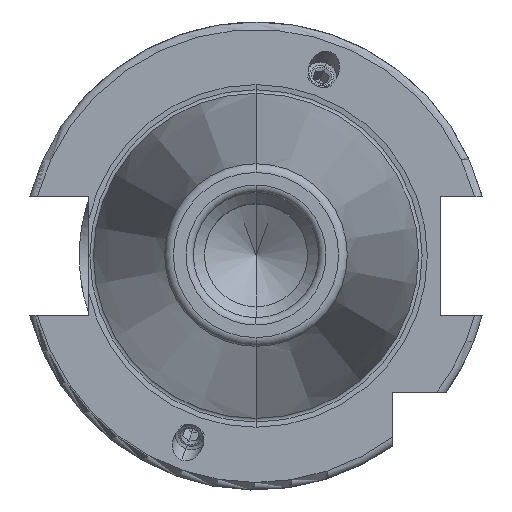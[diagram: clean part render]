
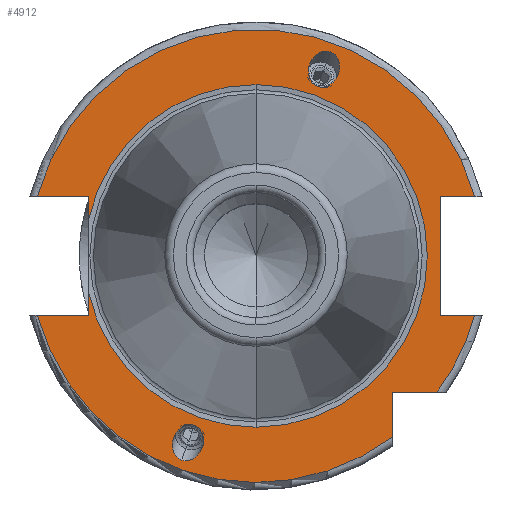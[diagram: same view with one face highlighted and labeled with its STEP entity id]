
A CAD part, top view. The second image highlights one B-rep face of the part: STEP entity #4912.
In plain terms, the highlighted planar face has unit normal (0, 0, 1).
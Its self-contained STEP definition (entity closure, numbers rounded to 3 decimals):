
#301=CARTESIAN_POINT('',(0,0,18.1));
#302=DIRECTION('',(0,0,1));
#303=DIRECTION('',(0,1,0));
#304=AXIS2_PLACEMENT_3D('',#301,#302,#303);
#314=CARTESIAN_POINT('',(0,0,18.1));
#315=DIRECTION('',(0,0,1));
#316=DIRECTION('',(-0.976,-0.22,0));
#317=AXIS2_PLACEMENT_3D('',#314,#315,#316);
#1701=DIRECTION('',(1,0,0));
#1702=VECTOR('',#1701,7.004);
#1703=CARTESIAN_POINT('',(-29.704,-8.05,18.1));
#1704=LINE('',#1703,#1702);
#1705=DIRECTION('',(0,1,0));
#1706=VECTOR('',#1705,2.939);
#1707=CARTESIAN_POINT('',(-22.7,-8.05,18.1));
#1708=LINE('',#1707,#1706);
#1709=DIRECTION('',(0,1,0));
#1710=VECTOR('',#1709,2.939);
#1711=CARTESIAN_POINT('',(-22.7,5.111,18.1));
#1712=LINE('',#1711,#1710);
#1713=DIRECTION('',(1,0,0));
#1714=VECTOR('',#1713,7.004);
#1715=CARTESIAN_POINT('',(-29.704,8.05,18.1));
#1716=LINE('',#1715,#1714);
#1717=DIRECTION('',(-1,0,0));
#1718=VECTOR('',#1717,4.704);
#1719=CARTESIAN_POINT('',(29.704,8.05,18.1));
#1720=LINE('',#1719,#1718);
#1721=DIRECTION('',(0,-1,0));
#1722=VECTOR('',#1721,16.1);
#1723=CARTESIAN_POINT('',(25,8.05,18.1));
#1724=LINE('',#1723,#1722);
#1725=DIRECTION('',(-1,0,0));
#1726=VECTOR('',#1725,4.704);
#1727=CARTESIAN_POINT('',(29.704,-8.05,18.1));
#1728=LINE('',#1727,#1726);
#1729=CARTESIAN_POINT('',(0,0,18.1));
#1730=DIRECTION('',(0,0,1));
#1731=DIRECTION('',(0.799,-0.601,0));
#1732=AXIS2_PLACEMENT_3D('',#1729,#1730,#1731);
#1734=DIRECTION('',(-1,0,0));
#1735=VECTOR('',#1734,6.094);
#1736=CARTESIAN_POINT('',(24.594,-18.5,18.1));
#1737=LINE('',#1736,#1735);
#1738=DIRECTION('',(0,1,0));
#1739=VECTOR('',#1738,6.094);
#1740=CARTESIAN_POINT('',(18.5,-24.594,18.1));
#1741=LINE('',#1740,#1739);
#1742=CARTESIAN_POINT('',(8.379,23.02,18.1));
#1743=CARTESIAN_POINT('',(8.152,23.103,18.1));
#1744=CARTESIAN_POINT('',(7.698,23.381,18.1));
#1745=CARTESIAN_POINT('',(7.208,24.17,18.1));
#1746=CARTESIAN_POINT('',(7.094,25.,18.1));
#1747=CARTESIAN_POINT('',(7.174,25.641,18.1));
#1748=CARTESIAN_POINT('',(7.298,26.077,18.1));
#1749=CARTESIAN_POINT('',(7.483,26.49,18.1));
#1750=CARTESIAN_POINT('',(7.834,27.033,18.1));
#1751=CARTESIAN_POINT('',(8.455,27.594,18.1));
#1752=CARTESIAN_POINT('',(9.337,27.884,18.1));
#1753=CARTESIAN_POINT('',(9.863,27.806,18.1));
#1754=CARTESIAN_POINT('',(10.09,27.723,18.1));
#1756=CARTESIAN_POINT('',(10.09,27.723,18.1));
#1757=CARTESIAN_POINT('',(10.318,27.641,18.1));
#1758=CARTESIAN_POINT('',(10.771,27.362,18.1));
#1759=CARTESIAN_POINT('',(11.261,26.573,18.1));
#1760=CARTESIAN_POINT('',(11.375,25.744,18.1));
#1761=CARTESIAN_POINT('',(11.295,25.103,18.1));
#1762=CARTESIAN_POINT('',(11.171,24.667,18.1));
#1763=CARTESIAN_POINT('',(10.986,24.253,18.1));
#1764=CARTESIAN_POINT('',(10.635,23.711,18.1));
#1765=CARTESIAN_POINT('',(10.014,23.149,18.1));
#1766=CARTESIAN_POINT('',(9.133,22.859,18.1));
#1767=CARTESIAN_POINT('',(8.606,22.937,18.1));
#1768=CARTESIAN_POINT('',(8.379,23.02,18.1));
#1770=CARTESIAN_POINT('',(-8.379,-23.02,18.1));
#1771=CARTESIAN_POINT('',(-8.606,-22.937,18.1));
#1772=CARTESIAN_POINT('',(-9.133,-22.859,18.1));
#1773=CARTESIAN_POINT('',(-10.014,-23.149,18.1));
#1774=CARTESIAN_POINT('',(-10.635,-23.711,18.1));
#1775=CARTESIAN_POINT('',(-10.986,-24.253,18.1));
#1776=CARTESIAN_POINT('',(-11.171,-24.667,18.1));
#1777=CARTESIAN_POINT('',(-11.295,-25.103,18.1));
#1778=CARTESIAN_POINT('',(-11.375,-25.744,18.1));
#1779=CARTESIAN_POINT('',(-11.261,-26.573,18.1));
#1780=CARTESIAN_POINT('',(-10.771,-27.362,18.1));
#1781=CARTESIAN_POINT('',(-10.318,-27.641,18.1));
#1782=CARTESIAN_POINT('',(-10.09,-27.723,18.1));
#1784=CARTESIAN_POINT('',(-10.09,-27.723,18.1));
#1785=CARTESIAN_POINT('',(-9.863,-27.806,18.1));
#1786=CARTESIAN_POINT('',(-9.337,-27.884,18.1));
#1787=CARTESIAN_POINT('',(-8.455,-27.594,18.1));
#1788=CARTESIAN_POINT('',(-7.834,-27.033,18.1));
#1789=CARTESIAN_POINT('',(-7.483,-26.49,18.1));
#1790=CARTESIAN_POINT('',(-7.298,-26.077,18.1));
#1791=CARTESIAN_POINT('',(-7.174,-25.641,18.1));
#1792=CARTESIAN_POINT('',(-7.094,-25.,18.1));
#1793=CARTESIAN_POINT('',(-7.208,-24.17,18.1));
#1794=CARTESIAN_POINT('',(-7.698,-23.381,18.1));
#1795=CARTESIAN_POINT('',(-8.152,-23.103,18.1));
#1796=CARTESIAN_POINT('',(-8.379,-23.02,18.1));
#1798=CARTESIAN_POINT('',(0,0,18.1));
#1799=DIRECTION('',(0,0,-1));
#1800=DIRECTION('',(0,1,0));
#1801=AXIS2_PLACEMENT_3D('',#1798,#1799,#1800);
#1826=CARTESIAN_POINT('',(0,0,18.1));
#1827=DIRECTION('',(0,0,1));
#1828=DIRECTION('',(0.965,0.262,0));
#1829=AXIS2_PLACEMENT_3D('',#1826,#1827,#1828);
#1877=CARTESIAN_POINT('',(0,0,18.1));
#1878=DIRECTION('',(0,0,1));
#1879=DIRECTION('',(-0.965,-0.262,0));
#1880=AXIS2_PLACEMENT_3D('',#1877,#1878,#1879);
#2857=CARTESIAN_POINT('',(-29.704,-8.05,18.1));
#2858=CARTESIAN_POINT('',(-22.7,-8.05,18.1));
#2859=VERTEX_POINT('',#2857);
#2860=VERTEX_POINT('',#2858);
#2861=CARTESIAN_POINT('',(-22.7,-5.111,18.1));
#2862=VERTEX_POINT('',#2861);
#2863=CARTESIAN_POINT('',(-22.7,5.111,18.1));
#2864=CARTESIAN_POINT('',(-22.7,8.05,18.1));
#2865=VERTEX_POINT('',#2863);
#2866=VERTEX_POINT('',#2864);
#2867=CARTESIAN_POINT('',(-29.704,8.05,18.1));
#2868=VERTEX_POINT('',#2867);
#2869=CARTESIAN_POINT('',(25,8.05,18.1));
#2870=CARTESIAN_POINT('',(25,-8.05,18.1));
#2871=VERTEX_POINT('',#2869);
#2872=VERTEX_POINT('',#2870);
#2873=CARTESIAN_POINT('',(29.704,-8.05,18.1));
#2874=VERTEX_POINT('',#2873);
#2875=CARTESIAN_POINT('',(29.704,8.05,18.1));
#2876=VERTEX_POINT('',#2875);
#2877=CARTESIAN_POINT('',(18.5,-24.594,18.1));
#2878=CARTESIAN_POINT('',(18.5,-18.5,18.1));
#2879=VERTEX_POINT('',#2877);
#2880=VERTEX_POINT('',#2878);
#2881=CARTESIAN_POINT('',(24.594,-18.5,18.1));
#2882=VERTEX_POINT('',#2881);
#2931=CARTESIAN_POINT('',(0,23.268,18.1));
#2932=VERTEX_POINT('',#2931);
#2933=CARTESIAN_POINT('',(0,-23.268,18.1));
#2934=VERTEX_POINT('',#2933);
#2975=CARTESIAN_POINT('',(8.379,23.02,18.1));
#2977=VERTEX_POINT('',#2975);
#2983=VERTEX_POINT('',#1754);
#3004=CARTESIAN_POINT('',(-8.379,-23.02,18.1));
#3006=VERTEX_POINT('',#3004);
#3012=CARTESIAN_POINT('',(-10.09,-27.723,18.1));
#3013=VERTEX_POINT('',#3012);
#4873=CARTESIAN_POINT('',(0,0,18.1));
#4874=DIRECTION('',(0,0,-1));
#4875=DIRECTION('',(0,-1,0));
#4876=AXIS2_PLACEMENT_3D('',#4873,#4874,#4875);
#4877=PLANE('',#4876);
#4878=ORIENTED_EDGE('',*,*,#3633,.T.);
#4879=ORIENTED_EDGE('',*,*,#3618,.T.);
#4880=ORIENTED_EDGE('',*,*,#3591,.T.);
#4882=ORIENTED_EDGE('',*,*,#4881,.F.);
#4883=ORIENTED_EDGE('',*,*,#3584,.T.);
#4884=ORIENTED_EDGE('',*,*,#3615,.T.);
#4885=ORIENTED_EDGE('',*,*,#4057,.F.);
#4887=ORIENTED_EDGE('',*,*,#4886,.F.);
#4888=ORIENTED_EDGE('',*,*,#4597,.T.);
#4890=ORIENTED_EDGE('',*,*,#4889,.T.);
#4891=ORIENTED_EDGE('',*,*,#4118,.F.);
#4893=ORIENTED_EDGE('',*,*,#4892,.F.);
#4894=ORIENTED_EDGE('',*,*,#4864,.T.);
#4895=ORIENTED_EDGE('',*,*,#4504,.F.);
#4897=ORIENTED_EDGE('',*,*,#4896,.F.);
#4898=EDGE_LOOP('',(#4878,#4879,#4880,#4882,#4883,#4884,#4885,#4887,#4888,#4890,
#4891,#4893,#4894,#4895,#4897));
#4899=FACE_OUTER_BOUND('',#4898,.F.);
#4901=ORIENTED_EDGE('',*,*,#4900,.F.);
#4903=ORIENTED_EDGE('',*,*,#4902,.F.);
#4904=EDGE_LOOP('',(#4901,#4903));
#4905=FACE_BOUND('',#4904,.F.);
#4907=ORIENTED_EDGE('',*,*,#4906,.T.);
#4909=ORIENTED_EDGE('',*,*,#4908,.T.);
#4910=EDGE_LOOP('',(#4907,#4909));
#4911=FACE_BOUND('',#4910,.F.);
#4912=ADVANCED_FACE('',(#4899,#4905,#4911),#4877,.F.);
#305=CIRCLE('',#304,23.268);
#318=CIRCLE('',#317,23.268);
#1733=CIRCLE('',#1732,30.775);
#1755=B_SPLINE_CURVE_WITH_KNOTS('',3,(#1742,#1743,#1744,#1745,#1746,#1747,#1748,
#1749,#1750,#1751,#1752,#1753,#1754),.UNSPECIFIED.,.F.,.F.,(4,1,1,1,1,1,1,1,1,1,
4),(0,0.125,0.25,0.375,0.438,0.5,0.563,0.625,0.75,0.875,
1.0),.UNSPECIFIED.);
#1769=B_SPLINE_CURVE_WITH_KNOTS('',3,(#1756,#1757,#1758,#1759,#1760,#1761,#1762,
#1763,#1764,#1765,#1766,#1767,#1768),.UNSPECIFIED.,.F.,.F.,(4,1,1,1,1,1,1,1,1,1,
4),(0,0.125,0.25,0.375,0.438,0.5,0.563,0.625,0.75,0.875,
1.0),.UNSPECIFIED.);
#1783=B_SPLINE_CURVE_WITH_KNOTS('',3,(#1770,#1771,#1772,#1773,#1774,#1775,#1776,
#1777,#1778,#1779,#1780,#1781,#1782),.UNSPECIFIED.,.F.,.F.,(4,1,1,1,1,1,1,1,1,1,
4),(0,0.125,0.25,0.375,0.438,0.5,0.563,0.625,0.75,0.875,
1.0),.UNSPECIFIED.);
#1797=B_SPLINE_CURVE_WITH_KNOTS('',3,(#1784,#1785,#1786,#1787,#1788,#1789,#1790,
#1791,#1792,#1793,#1794,#1795,#1796),.UNSPECIFIED.,.F.,.F.,(4,1,1,1,1,1,1,1,1,1,
4),(0,0.125,0.25,0.375,0.438,0.5,0.563,0.625,0.75,0.875,
1.0),.UNSPECIFIED.);
#1802=CIRCLE('',#1801,23.268);
#1830=CIRCLE('',#1829,30.775);
#1881=CIRCLE('',#1880,30.775);
#3584=EDGE_CURVE('',#2932,#2865,#305,.T.);
#3591=EDGE_CURVE('',#2862,#2934,#318,.T.);
#3615=EDGE_CURVE('',#2865,#2866,#1712,.T.);
#3618=EDGE_CURVE('',#2860,#2862,#1708,.T.);
#3633=EDGE_CURVE('',#2859,#2860,#1704,.T.);
#4057=EDGE_CURVE('',#2868,#2866,#1716,.T.);
#4118=EDGE_CURVE('',#2874,#2872,#1728,.T.);
#4504=EDGE_CURVE('',#2879,#2880,#1741,.T.);
#4597=EDGE_CURVE('',#2876,#2871,#1720,.T.);
#4864=EDGE_CURVE('',#2882,#2880,#1737,.T.);
#4881=EDGE_CURVE('',#2932,#2934,#1802,.T.);
#4886=EDGE_CURVE('',#2876,#2868,#1830,.T.);
#4889=EDGE_CURVE('',#2871,#2872,#1724,.T.);
#4892=EDGE_CURVE('',#2882,#2874,#1733,.T.);
#4896=EDGE_CURVE('',#2859,#2879,#1881,.T.);
#4900=EDGE_CURVE('',#2977,#2983,#1755,.T.);
#4902=EDGE_CURVE('',#2983,#2977,#1769,.T.);
#4906=EDGE_CURVE('',#3006,#3013,#1783,.T.);
#4908=EDGE_CURVE('',#3013,#3006,#1797,.T.);
